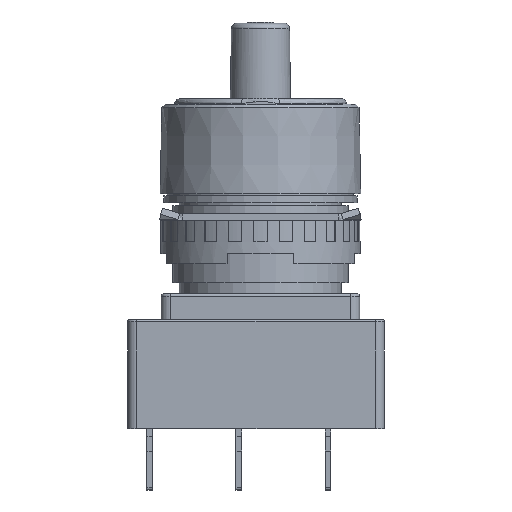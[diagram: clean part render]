
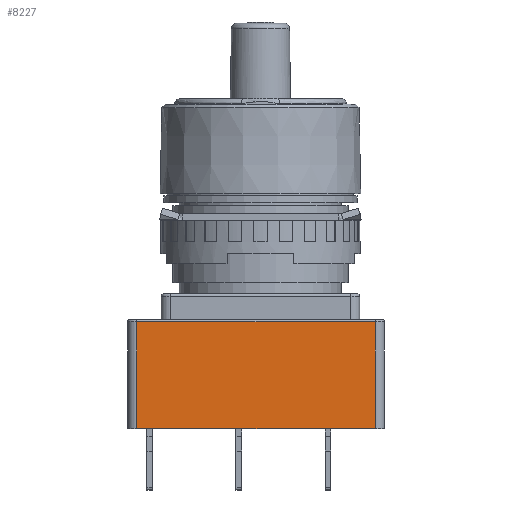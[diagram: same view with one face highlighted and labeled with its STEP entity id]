
A CAD part, front view. The second image highlights one B-rep face of the part: STEP entity #8227.
In plain terms, the highlighted planar face has unit normal (0, -1, 0).
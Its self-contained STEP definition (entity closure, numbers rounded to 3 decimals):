
#1035 = VECTOR ( 'NONE', #5029, 1000. ) ;
#1337 = FACE_OUTER_BOUND ( 'NONE', #13348, .T. ) ;
#1453 = ORIENTED_EDGE ( 'NONE', *, *, #2931, .F. ) ;
#1699 = DIRECTION ( 'NONE',  ( 0., 0., -1. ) ) ;
#2332 = VERTEX_POINT ( 'NONE', #8183 ) ;
#2455 = LINE ( 'NONE', #8279, #16803 ) ;
#2931 = EDGE_CURVE ( 'NONE', #10596, #17028, #12173, .T. ) ;
#2932 = CARTESIAN_POINT ( 'NONE',  ( -11.1, -11.9, 9.6 ) ) ;
#3783 = VERTEX_POINT ( 'NONE', #14640 ) ;
#4428 = CARTESIAN_POINT ( 'NONE',  ( -11.1, -11.9, 0. ) ) ;
#4710 = EDGE_CURVE ( 'NONE', #17028, #3783, #8949, .T. ) ;
#5029 = DIRECTION ( 'NONE',  ( 1., 0., 0. ) ) ;
#5165 = CARTESIAN_POINT ( 'NONE',  ( 10.3, -11.9, 9.6 ) ) ;
#5411 = AXIS2_PLACEMENT_3D ( 'NONE', #4428, #10198, #15887 ) ;
#5785 = EDGE_CURVE ( 'NONE', #2332, #3783, #2455, .T. ) ;
#7082 = LINE ( 'NONE', #12819, #8621 ) ;
#7158 = PLANE ( 'NONE',  #5411 ) ;
#8183 = CARTESIAN_POINT ( 'NONE',  ( -11.1, -11.9, 0. ) ) ;
#8227 = ADVANCED_FACE ( 'NONE', ( #1337 ), #7158, .F. ) ;
#8279 = CARTESIAN_POINT ( 'NONE',  ( -0.4, -11.9, 0. ) ) ;
#8621 = VECTOR ( 'NONE', #18594, 1000. ) ;
#8949 = LINE ( 'NONE', #14644, #9888 ) ;
#9637 = ORIENTED_EDGE ( 'NONE', *, *, #5785, .T. ) ;
#9888 = VECTOR ( 'NONE', #1699, 1000. ) ;
#10198 = DIRECTION ( 'NONE',  ( 0., 1., 0. ) ) ;
#10596 = VERTEX_POINT ( 'NONE', #2932 ) ;
#12173 = LINE ( 'NONE', #17903, #1035 ) ;
#12819 = CARTESIAN_POINT ( 'NONE',  ( -11.1, -11.9, 4.8 ) ) ;
#13348 = EDGE_LOOP ( 'NONE', ( #1453, #14720, #9637, #18439 ) ) ;
#13985 = DIRECTION ( 'NONE',  ( 1., 0., 0. ) ) ;
#14640 = CARTESIAN_POINT ( 'NONE',  ( 10.3, -11.9, 0. ) ) ;
#14644 = CARTESIAN_POINT ( 'NONE',  ( 10.3, -11.9, 4.8 ) ) ;
#14720 = ORIENTED_EDGE ( 'NONE', *, *, #17765, .F. ) ;
#15887 = DIRECTION ( 'NONE',  ( 0., 0., 1. ) ) ;
#16803 = VECTOR ( 'NONE', #13985, 1000. ) ;
#17028 = VERTEX_POINT ( 'NONE', #5165 ) ;
#17765 = EDGE_CURVE ( 'NONE', #2332, #10596, #7082, .T. ) ;
#17903 = CARTESIAN_POINT ( 'NONE',  ( -0.4, -11.9, 9.6 ) ) ;
#18439 = ORIENTED_EDGE ( 'NONE', *, *, #4710, .F. ) ;
#18594 = DIRECTION ( 'NONE',  ( 0., 0., 1. ) ) ;
